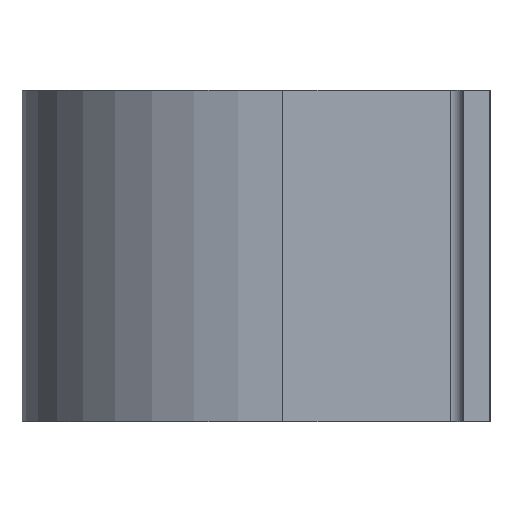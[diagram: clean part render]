
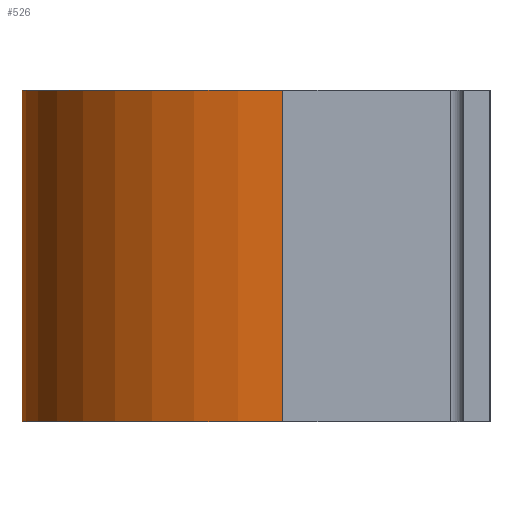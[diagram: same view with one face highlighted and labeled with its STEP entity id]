
A CAD part, left-side view. The second image highlights one B-rep face of the part: STEP entity #526.
In plain terms, the highlighted cylindrical face has radius 15.011 mm (diameter 30.023 mm), a partial arc.
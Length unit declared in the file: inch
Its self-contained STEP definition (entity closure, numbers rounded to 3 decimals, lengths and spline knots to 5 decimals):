
#7 = CARTESIAN_POINT ( 'NONE',  ( 0.908, 0.469, 0.375 ) ) ;
#12 = ORIENTED_EDGE ( 'NONE', *, *, #248, .T. ) ;
#17 = CARTESIAN_POINT ( 'NONE',  ( 1.499, 0.469, -0.375 ) ) ;
#30 = DIRECTION ( 'NONE',  ( -1., 0., 0. ) ) ;
#35 = EDGE_CURVE ( 'NONE', #125, #87, #172, .T. ) ;
#53 = CARTESIAN_POINT ( 'NONE',  ( 2.09, 0.469, 0.375 ) ) ;
#65 = DIRECTION ( 'NONE',  ( 1., 0., 0. ) ) ;
#69 = VECTOR ( 'NONE', #524, 39.37008 ) ;
#87 = VERTEX_POINT ( 'NONE', #120 ) ;
#120 = CARTESIAN_POINT ( 'NONE',  ( 2.09, 0.469, -0.375 ) ) ;
#125 = VERTEX_POINT ( 'NONE', #188 ) ;
#130 = CIRCLE ( 'NONE', #474, 0.591 ) ;
#140 = CIRCLE ( 'NONE', #281, 0.591 ) ;
#143 = CARTESIAN_POINT ( 'NONE',  ( 0.908, 0.469, 0.375 ) ) ;
#149 = EDGE_LOOP ( 'NONE', ( #171, #557, #12, #220 ) ) ;
#171 = ORIENTED_EDGE ( 'NONE', *, *, #380, .F. ) ;
#172 = LINE ( 'NONE', #53, #69 ) ;
#179 = VERTEX_POINT ( 'NONE', #505 ) ;
#188 = CARTESIAN_POINT ( 'NONE',  ( 2.09, 0.469, 0.375 ) ) ;
#220 = ORIENTED_EDGE ( 'NONE', *, *, #35, .T. ) ;
#223 = CARTESIAN_POINT ( 'NONE',  ( 1.499, 0.469, 0.375 ) ) ;
#248 = EDGE_CURVE ( 'NONE', #252, #125, #140, .T. ) ;
#250 = CYLINDRICAL_SURFACE ( 'NONE', #294, 0.591 ) ;
#252 = VERTEX_POINT ( 'NONE', #143 ) ;
#260 = EDGE_CURVE ( 'NONE', #252, #179, #428, .T. ) ;
#265 = DIRECTION ( 'NONE',  ( 1., 0., 0. ) ) ;
#281 = AXIS2_PLACEMENT_3D ( 'NONE', #223, #516, #265 ) ;
#294 = AXIS2_PLACEMENT_3D ( 'NONE', #370, #326, #30 ) ;
#304 = DIRECTION ( 'NONE',  ( 0., 0., -1. ) ) ;
#312 = DIRECTION ( 'NONE',  ( 0., 0., -1. ) ) ;
#326 = DIRECTION ( 'NONE',  ( 0., 0., -1. ) ) ;
#335 = VECTOR ( 'NONE', #304, 39.37008 ) ;
#370 = CARTESIAN_POINT ( 'NONE',  ( 1.499, 0.469, 0.375 ) ) ;
#380 = EDGE_CURVE ( 'NONE', #179, #87, #130, .T. ) ;
#425 = FACE_OUTER_BOUND ( 'NONE', #149, .T. ) ;
#428 = LINE ( 'NONE', #7, #335 ) ;
#474 = AXIS2_PLACEMENT_3D ( 'NONE', #17, #312, #65 ) ;
#505 = CARTESIAN_POINT ( 'NONE',  ( 0.908, 0.469, -0.375 ) ) ;
#516 = DIRECTION ( 'NONE',  ( 0., 0., -1. ) ) ;
#524 = DIRECTION ( 'NONE',  ( 0., 0., -1. ) ) ;
#526 = ADVANCED_FACE ( 'NONE', ( #425 ), #250, .T. ) ;
#557 = ORIENTED_EDGE ( 'NONE', *, *, #260, .F. ) ;
